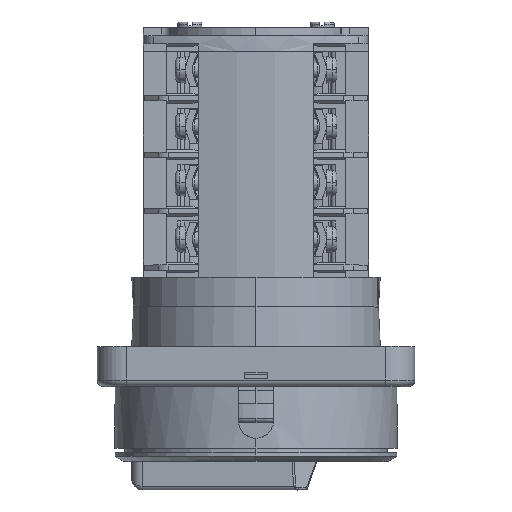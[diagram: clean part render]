
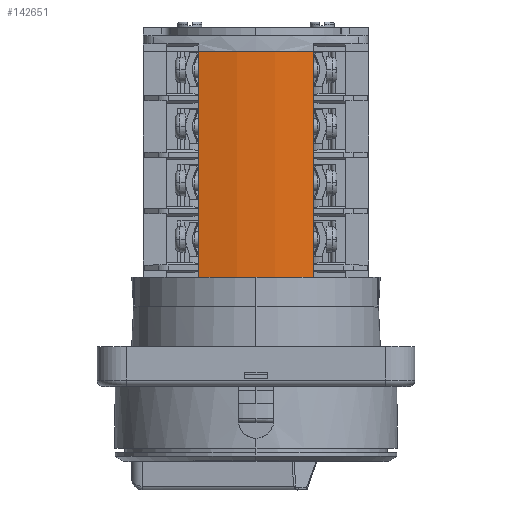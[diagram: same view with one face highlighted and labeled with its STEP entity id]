
A CAD part, top view. The second image highlights one B-rep face of the part: STEP entity #142651.
In plain terms, the highlighted cylindrical face has radius 54 mm (diameter 108 mm), a partial arc.
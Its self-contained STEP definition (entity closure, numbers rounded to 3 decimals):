
#91479=DIRECTION('',(0.,1.,0.));
#91480=VECTOR('',#91479,51.2);
#91481=CARTESIAN_POINT('',(-19.774,-3.643,
35.337));
#91482=LINE('',#91481,#91480);
#91486=CARTESIAN_POINT('',(-6.809,47.557,
-17.083));
#91487=DIRECTION('',(0.,1.,0.));
#91488=DIRECTION('',(-0.24,0.,0.971));
#91489=AXIS2_PLACEMENT_3D('',#91486,#91487,#91488);
#91494=DIRECTION('',(0.,-1.,0.));
#91495=VECTOR('',#91494,51.2);
#91496=CARTESIAN_POINT('',(6.226,47.557,35.32));
#91497=LINE('',#91496,#91495);
#91501=CARTESIAN_POINT('',(-6.809,-3.643,
-17.083));
#91502=DIRECTION('',(0.,-1.,0.));
#91503=DIRECTION('',(0.241,0.,0.97));
#91504=AXIS2_PLACEMENT_3D('',#91501,#91502,#91503);
#122788=CARTESIAN_POINT('',(-19.774,-3.643,
35.337));
#122789=VERTEX_POINT('',#122788);
#122816=CARTESIAN_POINT('',(6.226,-3.643,
35.32));
#122818=VERTEX_POINT('',#122816);
#128792=CARTESIAN_POINT('',(-19.774,47.557,
35.337));
#128793=VERTEX_POINT('',#128792);
#129316=CARTESIAN_POINT('',(6.226,47.557,
35.32));
#129317=VERTEX_POINT('',#129316);
#142639=CARTESIAN_POINT('',(-6.809,-3.643,
-17.083));
#142640=DIRECTION('',(0.,1.,0.));
#142641=DIRECTION('',(0.,0.,1.));
#142642=AXIS2_PLACEMENT_3D('',#142639,#142640,#142641);
#142643=CYLINDRICAL_SURFACE('',#142642,54.);
#142644=ORIENTED_EDGE('',*,*,#134051,.T.);
#142646=ORIENTED_EDGE('',*,*,#142645,.T.);
#142647=ORIENTED_EDGE('',*,*,#142566,.T.);
#142648=ORIENTED_EDGE('',*,*,#132550,.T.);
#142649=EDGE_LOOP('',(#142644,#142646,#142647,#142648));
#142650=FACE_OUTER_BOUND('',#142649,.F.);
#91490=CIRCLE('',#91489,54.);
#91505=CIRCLE('',#91504,54.);
#132550=EDGE_CURVE('',#122818,#122789,#91505,.T.);
#134051=EDGE_CURVE('',#122789,#128793,#91482,.T.);
#142566=EDGE_CURVE('',#129317,#122818,#91497,.T.);
#142645=EDGE_CURVE('',#128793,#129317,#91490,.T.);
#142651=ADVANCED_FACE('',(#142650),#142643,.T.);
